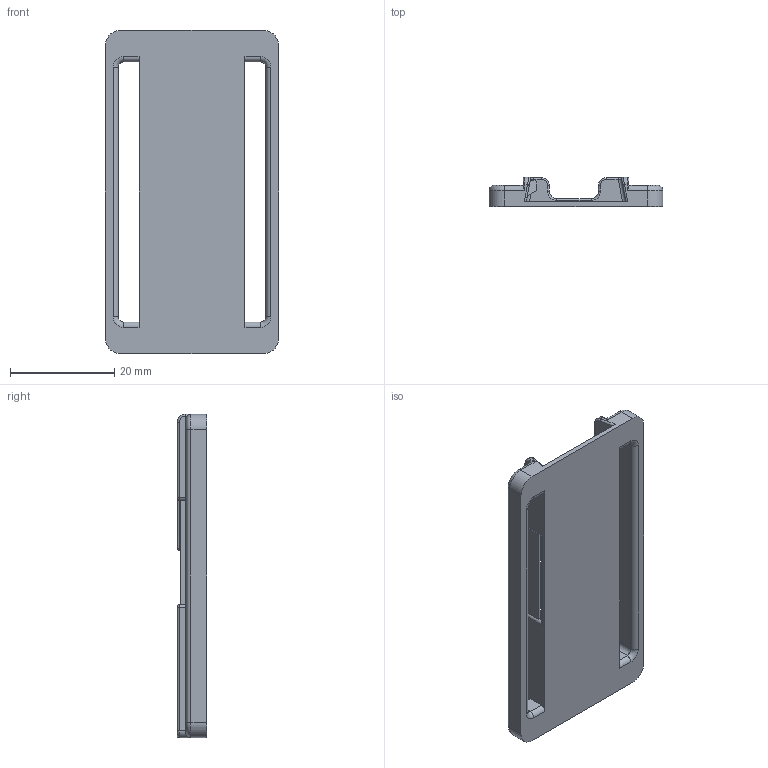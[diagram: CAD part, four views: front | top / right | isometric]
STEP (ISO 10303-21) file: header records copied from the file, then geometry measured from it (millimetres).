
FILE_DESCRIPTION (( 'STEP AP214' ), '1' );
FILE_NAME ('Holder.STEP', '2025-07-16T02:02:06', ( '' ), ( '' ), 'SwSTEP 2.0', 'SolidWorks 2024', '' );
FILE_SCHEMA (( 'AUTOMOTIVE_DESIGN' ));
Length unit declared in the file: millimetre
Products named in the file (1): Holder
Bounding box: 33.36 x 5.64 x 62.15 mm (x, y, z)
Volume: 3354 mm3; surface area: 5491.2 mm2
Topology: 1 solids, 1 shells, 134 faces, 348 edges, 210 vertices
Faces by surface type: cylinder 62, plane 40, torus 22, bspline 10
Entity records: 4311 total; most frequent: CARTESIAN_POINT 1061, ORIENTED_EDGE 692, DIRECTION 688, EDGE_CURVE 346, AXIS2_PLACEMENT_3D 253, VERTEX_POINT 210, LINE 182, VECTOR 182
